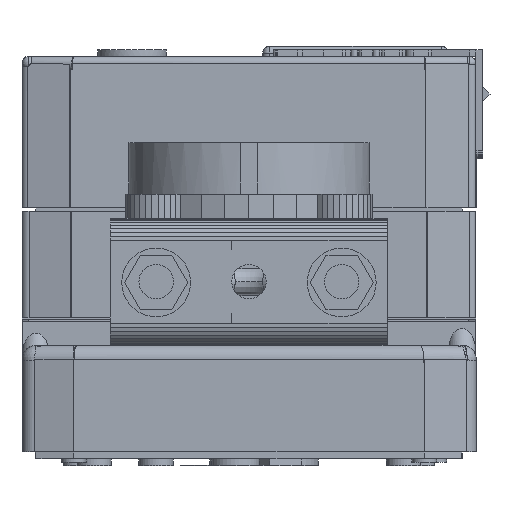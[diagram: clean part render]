
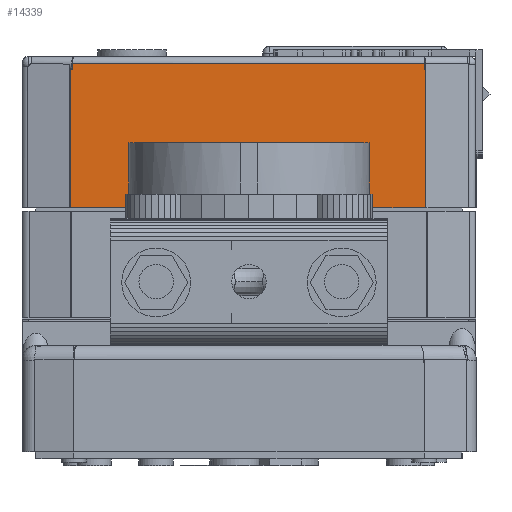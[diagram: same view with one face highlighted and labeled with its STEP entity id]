
A CAD part, left-side view. The second image highlights one B-rep face of the part: STEP entity #14339.
In plain terms, the highlighted planar face has unit normal (-1, 0, 0).
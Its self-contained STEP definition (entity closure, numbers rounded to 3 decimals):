
#6321=EDGE_CURVE('',#8917,#18073,#18813,.T.);
#7481=EDGE_CURVE('',#18499,#8917,#20079,.T.);
#8199=EDGE_CURVE('',#10407,#18241,#20862,.T.);
#8367=EDGE_CURVE('',#18241,#18499,#21059,.T.);
#8917=VERTEX_POINT('',#21654);
#10407=VERTEX_POINT('',#23279);
#10989=EDGE_CURVE('',#18441,#17469,#23913,.T.);
#14099=EDGE_CURVE('',#17469,#10407,#27338,.T.);
#14339=ADVANCED_FACE('',(#27593),#27594,.F.);
#15019=EDGE_CURVE('',#18073,#17383,#28342,.T.);
#17057=EDGE_CURVE('',#17383,#18441,#30586,.T.);
#17383=VERTEX_POINT('',#30943);
#17469=VERTEX_POINT('',#31042);
#18073=VERTEX_POINT('',#31702);
#18241=VERTEX_POINT('',#31884);
#18441=VERTEX_POINT('',#32105);
#18499=VERTEX_POINT('',#32166);
#18813=LINE('',#32523,#32524);
#20079=LINE('',#34612,#34613);
#20862=ELLIPSE('',#35724,4.595,1.0);
#21059=LINE('',#36024,#36025);
#21654=CARTESIAN_POINT('',(19.1,25.997,37.5));
#23279=CARTESIAN_POINT('',(19.1,-25.584,57.586));
#23913=LINE('',#41177,#41178);
#27338=LINE('',#46223,#46224);
#27593=FACE_OUTER_BOUND('',#46650,.T.);
#27594=PLANE('',#46651);
#28342=ELLIPSE('',#47762,4.445,1.0);
#30586=LINE('',#51197,#51198);
#30943=CARTESIAN_POINT('',(19.1,25.639,57.603));
#31042=CARTESIAN_POINT('',(19.1,-25.584,58.5));
#31702=CARTESIAN_POINT('',(19.1,25.997,57.647));
#31884=CARTESIAN_POINT('',(19.1,-25.618,57.589));
#32105=CARTESIAN_POINT('',(19.1,25.639,58.5));
#32166=CARTESIAN_POINT('',(19.1,-25.618,37.5));
#32523=CARTESIAN_POINT('',(19.1,25.997,48.0));
#32524=VECTOR('',#54539,1.0);
#34612=CARTESIAN_POINT('',(19.1,0.11,37.5));
#34613=VECTOR('',#55892,1.0);
#35724=AXIS2_PLACEMENT_3D('',#56751,#56752,#56753);
#36024=CARTESIAN_POINT('',(19.1,-25.618,48.0));
#36025=VECTOR('',#57111,1.0);
#41177=CARTESIAN_POINT('',(19.1,0.11,58.5));
#41178=VECTOR('',#60080,1.0);
#46223=CARTESIAN_POINT('',(19.1,-25.584,53.25));
#46224=VECTOR('',#63869,1.0);
#46650=EDGE_LOOP('',(#64094,#64095,#64096,#64097,#64098,#64099,#64100,#64101));
#46651=AXIS2_PLACEMENT_3D('',#64102,#64103,#64104);
#47762=AXIS2_PLACEMENT_3D('',#64884,#64885,#64886);
#51197=CARTESIAN_POINT('',(19.1,25.639,53.25));
#51198=VECTOR('',#67409,1.0);
#54539=DIRECTION('',(0.0,0.0,1.0));
#55892=DIRECTION('',(0.0,1.0,0.0));
#56751=CARTESIAN_POINT('',(19.1,-23.723,58.5));
#56752=DIRECTION('',(-1.0,-0.0,0.0));
#56753=DIRECTION('',(0.0,-1.0,0.0));
#57111=DIRECTION('',(0.0,0.0,-1.0));
#60080=DIRECTION('',(0.0,-1.0,0.0));
#63869=DIRECTION('',(0.0,0.0,-1.0));
#64094=ORIENTED_EDGE('',*,*,#14099,.F.);
#64095=ORIENTED_EDGE('',*,*,#10989,.F.);
#64096=ORIENTED_EDGE('',*,*,#17057,.F.);
#64097=ORIENTED_EDGE('',*,*,#15019,.F.);
#64098=ORIENTED_EDGE('',*,*,#6321,.F.);
#64099=ORIENTED_EDGE('',*,*,#7481,.F.);
#64100=ORIENTED_EDGE('',*,*,#8367,.F.);
#64101=ORIENTED_EDGE('',*,*,#8199,.F.);
#64102=CARTESIAN_POINT('',(19.1,0.11,48.0));
#64103=DIRECTION('',(1.0,0.0,-0.0));
#64104=DIRECTION('',(0.0,0.0,1.0));
#64884=CARTESIAN_POINT('',(19.1,23.677,58.5));
#64885=DIRECTION('',(-1.0,0.0,0.0));
#64886=DIRECTION('',(0.0,1.0,0.0));
#67409=DIRECTION('',(-0.0,0.0,1.0));
